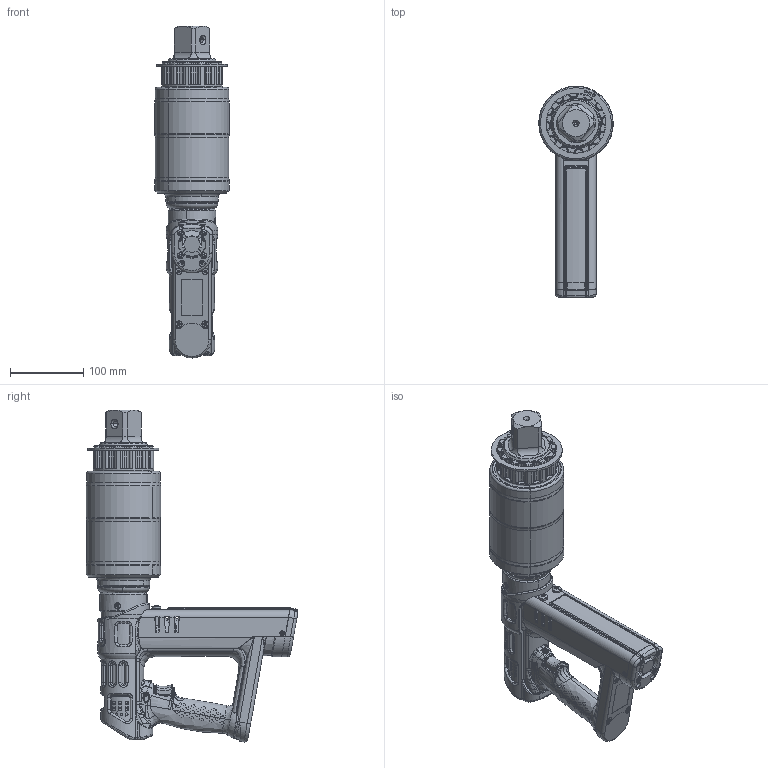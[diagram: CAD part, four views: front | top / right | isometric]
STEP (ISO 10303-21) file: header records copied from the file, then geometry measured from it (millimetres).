
FILE_DESCRIPTION((''),'2;1');
FILE_NAME('EXT_COMP_SW0001','2020-04-21T11:25:44',('INEdipo'),(''),'CREO PARAMETRIC BY PTC INC, 2018100','CREO PARAMETRIC BY PTC INC, 2018100','');
FILE_SCHEMA(('CONFIG_CONTROL_DESIGN','SHAPE_APPEARANCE_LAYERS_GROUPS'));
Length unit declared in the file: inch
Products named in the file (1): EXT_COMP_SW0001
Bounding box: 102 x 289.5 x 454.05 mm (x, y, z)
Volume: 1794478.8 mm3; surface area: 386892.7 mm2
Topology: 12 solids, 16 shells, 4564 faces, 11943 edges, 7485 vertices
Faces by surface type: cylinder 1482, plane 1279, bspline 1194, cone 306, torus 256, sphere 31, extrusion 14, revolution 2
Entity records: 249108 total; most frequent: CARTESIAN_POINT 124619, ORIENTED_EDGE 23854, DIRECTION 16836, EDGE_CURVE 11927, VERTEX_POINT 7485, AXIS2_PLACEMENT_3D 6467, B_SPLINE_CURVE_WITH_KNOTS 4945, EDGE_LOOP 4920
